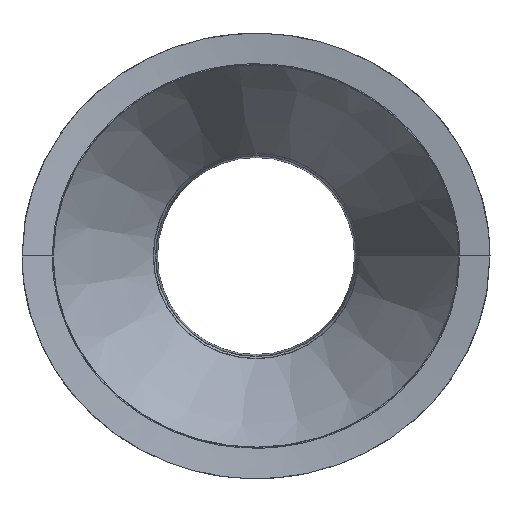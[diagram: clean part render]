
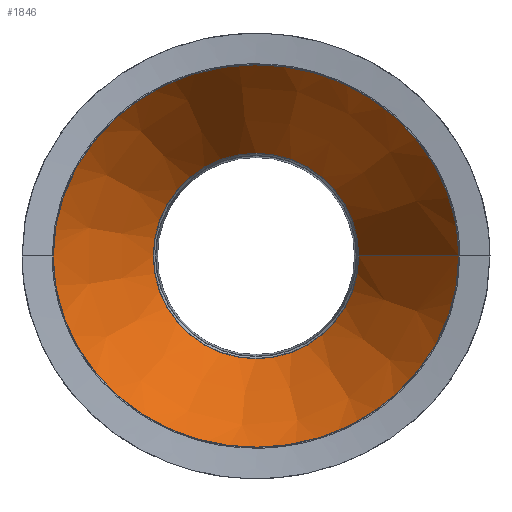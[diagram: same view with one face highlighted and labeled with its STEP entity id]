
A CAD part, front view. The second image highlights one B-rep face of the part: STEP entity #1846.
In plain terms, the highlighted conical face has half-angle 30 degrees and reference radius 48.659 mm.
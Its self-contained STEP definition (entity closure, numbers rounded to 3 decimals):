
#122=CARTESIAN_POINT('',(95.969,489.99,0.0));
#123=VERTEX_POINT('',#122);
#303=CARTESIAN_POINT('',(-95.969,489.99,0.0));
#304=VERTEX_POINT('',#303);
#305=CARTESIAN_POINT('',(-95.969,489.99,0.));
#306=CARTESIAN_POINT('',(-95.969,489.99,-11.118));
#307=CARTESIAN_POINT('',(-93.79,490.437,-22.068));
#308=CARTESIAN_POINT('',(-85.487,491.973,-42.461));
#309=CARTESIAN_POINT('',(-79.515,493.027,-51.695));
#310=CARTESIAN_POINT('',(-63.735,495.362,-68.643));
#311=CARTESIAN_POINT('',(-53.674,496.625,-75.891));
#312=CARTESIAN_POINT('',(-30.735,498.615,-86.625));
#313=CARTESIAN_POINT('',(-17.915,499.28,-89.775));
#314=CARTESIAN_POINT('',(8.221,499.538,-91.027));
#315=CARTESIAN_POINT('',(21.291,499.127,-89.119));
#316=CARTESIAN_POINT('',(45.178,497.493,-80.667));
#317=CARTESIAN_POINT('',(55.9,496.337,-74.463));
#318=CARTESIAN_POINT('',(73.945,493.929,-58.716));
#319=CARTESIAN_POINT('',(81.268,492.709,-49.435));
#320=CARTESIAN_POINT('',(89.608,491.22,-33.008));
#321=CARTESIAN_POINT('',(91.952,490.773,-26.708));
#322=CARTESIAN_POINT('',(95.151,490.155,-13.576));
#323=CARTESIAN_POINT('',(95.969,489.99,-6.808));
#324=CARTESIAN_POINT('',(95.969,489.99,0.0));
#325=B_SPLINE_CURVE_WITH_KNOTS('',3,(#305,#306,#307,#308,#309,#310,#311,#312,#313,#314,#315,#316,#317,#318,#319,#320,#321,#322,#323,#324),.UNSPECIFIED.,.F.,.U.,(4,2,2,2,2,2,2,2,2,4),(0.0,3.335,6.621,10.314,14.229,18.143,21.83,25.358,27.374,29.416),.UNSPECIFIED.);
#326=EDGE_CURVE('',#304,#123,#325,.T.);
#514=CARTESIAN_POINT('',(95.969,489.99,0.002));
#515=VERTEX_POINT('',#514);
#516=CARTESIAN_POINT('',(95.969,489.99,0.002));
#517=CARTESIAN_POINT('',(95.969,489.99,11.12));
#518=CARTESIAN_POINT('',(93.789,490.437,22.069));
#519=CARTESIAN_POINT('',(85.486,491.973,42.462));
#520=CARTESIAN_POINT('',(79.514,493.027,51.697));
#521=CARTESIAN_POINT('',(63.733,495.363,68.645));
#522=CARTESIAN_POINT('',(53.673,496.625,75.892));
#523=CARTESIAN_POINT('',(30.733,498.615,86.626));
#524=CARTESIAN_POINT('',(17.913,499.281,89.776));
#525=CARTESIAN_POINT('',(-8.223,499.538,91.027));
#526=CARTESIAN_POINT('',(-21.293,499.127,89.119));
#527=CARTESIAN_POINT('',(-45.18,497.492,80.667));
#528=CARTESIAN_POINT('',(-55.902,496.337,74.461));
#529=CARTESIAN_POINT('',(-73.946,493.929,58.715));
#530=CARTESIAN_POINT('',(-81.269,492.709,49.434));
#531=CARTESIAN_POINT('',(-89.608,491.22,33.007));
#532=CARTESIAN_POINT('',(-91.953,490.773,26.706));
#533=CARTESIAN_POINT('',(-95.151,490.155,13.575));
#534=CARTESIAN_POINT('',(-95.969,489.99,6.808));
#535=CARTESIAN_POINT('',(-95.969,489.99,0.));
#536=B_SPLINE_CURVE_WITH_KNOTS('',3,(#516,#517,#518,#519,#520,#521,#522,#523,#524,#525,#526,#527,#528,#529,#530,#531,#532,#533,#534,#535),.UNSPECIFIED.,.F.,.U.,(4,2,2,2,2,2,2,2,2,4),(0.,3.335,6.621,10.314,14.229,18.143,21.83,25.358,27.374,29.416),.UNSPECIFIED.);
#537=EDGE_CURVE('',#515,#304,#536,.T.);
#1791=CARTESIAN_POINT('',(48.659,571.934,0.001));
#1792=VERTEX_POINT('',#1791);
#1793=CARTESIAN_POINT('',(48.659,571.934,0.001));
#1794=DIRECTION('',(0.5,-0.866,0.));
#1795=VECTOR('',#1794,94.621);
#1796=LINE('',#1793,#1795);
#1797=EDGE_CURVE('',#1792,#515,#1796,.T.);
#1821=CARTESIAN_POINT('',(0.0,571.934,0.0));
#1822=DIRECTION('',(0.0,-1.0,0.0));
#1823=DIRECTION('',(1.,0.0,0.));
#1824=AXIS2_PLACEMENT_3D('',#1821,#1822,#1823);
#1825=CONICAL_SURFACE('',#1824,48.659,30.);
#1826=ORIENTED_EDGE('',*,*,#326,.T.);
#1827=CARTESIAN_POINT('',(48.659,571.934,0.0));
#1828=VERTEX_POINT('',#1827);
#1829=CARTESIAN_POINT('',(48.659,571.934,0.0));
#1830=DIRECTION('',(0.5,-0.866,0.0));
#1831=VECTOR('',#1830,94.621);
#1832=LINE('',#1829,#1831);
#1833=EDGE_CURVE('',#1828,#123,#1832,.T.);
#1834=ORIENTED_EDGE('',*,*,#1833,.F.);
#1835=CARTESIAN_POINT('',(0.0,571.934,0.0));
#1836=DIRECTION('',(0.0,1.0,0.0));
#1837=DIRECTION('',(1.0,0.0,0.0));
#1838=AXIS2_PLACEMENT_3D('',#1835,#1836,#1837);
#1839=CIRCLE('',#1838,48.659);
#1840=EDGE_CURVE('',#1828,#1792,#1839,.T.);
#1841=ORIENTED_EDGE('',*,*,#1840,.T.);
#1842=ORIENTED_EDGE('',*,*,#1797,.T.);
#1843=ORIENTED_EDGE('',*,*,#537,.T.);
#1844=EDGE_LOOP('',(#1826,#1834,#1841,#1842,#1843));
#1845=FACE_OUTER_BOUND('',#1844,.T.);
#1846=ADVANCED_FACE('',(#1845),#1825,.F.);
